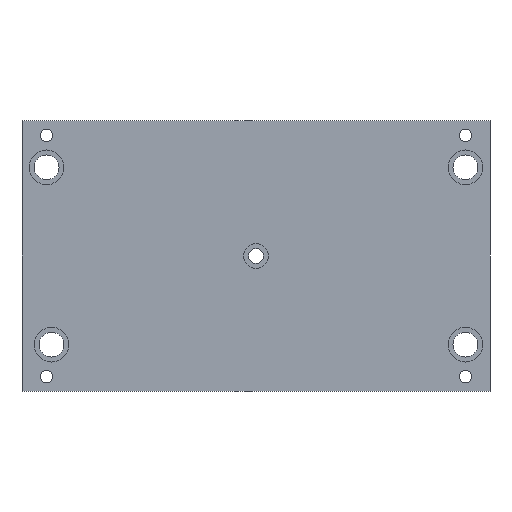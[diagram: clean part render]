
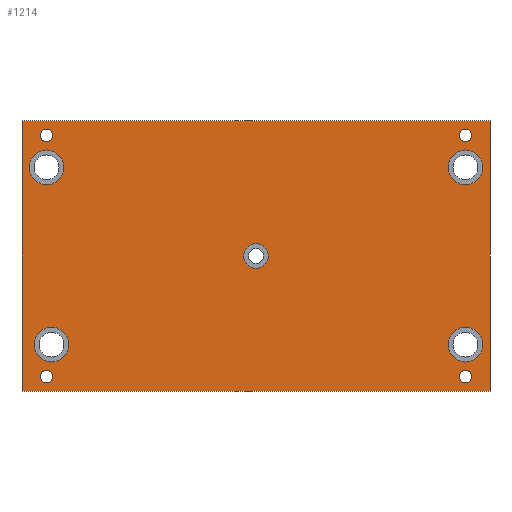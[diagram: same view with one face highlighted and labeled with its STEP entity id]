
A CAD part, front view. The second image highlights one B-rep face of the part: STEP entity #1214.
In plain terms, the highlighted planar face has unit normal (0, -1, 0).
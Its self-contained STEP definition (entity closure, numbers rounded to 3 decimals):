
#621=CARTESIAN_POINT('POINT43',(-120.587,0.,-57.15));
#622=VERTEX_POINT('VERTEX43',#621);
#630=CARTESIAN_POINT('POINT44',(-142.939,0.,-57.15));
#631=VERTEX_POINT('VERTEX44',#630);
#638=CARTESIAN_POINT('POS71',(-131.763,0.,-57.15));
#639=DIRECTION('DIR125',(0.,-1.,0.));
#640=DIRECTION('DIR126',(-1.,0.,0.));
#641=AXIS2_PLACEMENT_3D('AXIS55',#638,#639,#640);
#642=CIRCLE('ELLIPSE39',#641,11.176);
#643=EDGE_CURVE('EDGE55',#631,#622,#642,.T.);
#656=CARTESIAN_POINT('POS73',(-131.763,0.,-57.15));
#657=DIRECTION('DIR129',(0.,-1.,0.));
#658=DIRECTION('DIR130',(1.,0.,0.));
#659=AXIS2_PLACEMENT_3D('AXIS57',#656,#657,#658);
#660=CIRCLE('ELLIPSE40',#659,11.176);
#661=EDGE_CURVE('EDGE56',#622,#631,#660,.T.);
#671=CARTESIAN_POINT('POINT45',(-123.762,0.,57.15));
#672=VERTEX_POINT('VERTEX45',#671);
#680=CARTESIAN_POINT('POINT46',(-146.114,0.,57.15));
#681=VERTEX_POINT('VERTEX46',#680);
#688=CARTESIAN_POINT('POS77',(-134.938,0.,57.15));
#689=DIRECTION('DIR135',(0.,1.,0.));
#690=DIRECTION('DIR136',(1.,0.,0.));
#691=AXIS2_PLACEMENT_3D('AXIS59',#688,#689,#690);
#692=CIRCLE('ELLIPSE41',#691,11.176);
#693=EDGE_CURVE('EDGE59',#672,#681,#692,.T.);
#706=CARTESIAN_POINT('POS79',(-134.938,0.,57.15));
#707=DIRECTION('DIR139',(0.,1.,0.));
#708=DIRECTION('DIR140',(-1.,0.,0.));
#709=AXIS2_PLACEMENT_3D('AXIS61',#706,#707,#708);
#710=CIRCLE('ELLIPSE42',#709,11.176);
#711=EDGE_CURVE('EDGE60',#681,#672,#710,.T.);
#721=CARTESIAN_POINT('POINT47',(146.114,0.,57.15));
#722=VERTEX_POINT('VERTEX47',#721);
#730=CARTESIAN_POINT('POINT48',(123.762,0.,57.15));
#731=VERTEX_POINT('VERTEX48',#730);
#738=CARTESIAN_POINT('POS83',(134.938,0.,57.15));
#739=DIRECTION('DIR145',(0.,-1.,0.));
#740=DIRECTION('DIR146',(-1.,0.,0.));
#741=AXIS2_PLACEMENT_3D('AXIS63',#738,#739,#740);
#742=CIRCLE('ELLIPSE43',#741,11.176);
#743=EDGE_CURVE('EDGE63',#731,#722,#742,.T.);
#756=CARTESIAN_POINT('POS85',(134.938,0.,57.15));
#757=DIRECTION('DIR149',(0.,-1.,0.));
#758=DIRECTION('DIR150',(1.,0.,0.));
#759=AXIS2_PLACEMENT_3D('AXIS65',#756,#757,#758);
#760=CIRCLE('ELLIPSE44',#759,11.176);
#761=EDGE_CURVE('EDGE64',#722,#731,#760,.T.);
#771=CARTESIAN_POINT('POINT49',(8.001,0.,0.));
#772=VERTEX_POINT('VERTEX49',#771);
#780=CARTESIAN_POINT('POINT50',(-8.001,0.,0.));
#781=VERTEX_POINT('VERTEX50',#780);
#788=CARTESIAN_POINT('POS89',(0.,0.,0.));
#789=DIRECTION('DIR155',(0.,-1.,0.));
#790=DIRECTION('DIR156',(-1.,0.,0.));
#791=AXIS2_PLACEMENT_3D('AXIS67',#788,#789,#790);
#792=CIRCLE('ELLIPSE45',#791,8.001);
#793=EDGE_CURVE('EDGE67',#781,#772,#792,.T.);
#806=CARTESIAN_POINT('POS91',(0.,0.,0.));
#807=DIRECTION('DIR159',(0.,-1.,0.));
#808=DIRECTION('DIR160',(1.,0.,0.));
#809=AXIS2_PLACEMENT_3D('AXIS69',#806,#807,#808);
#810=CIRCLE('ELLIPSE46',#809,8.001);
#811=EDGE_CURVE('EDGE68',#772,#781,#810,.T.);
#821=CARTESIAN_POINT('POINT51',(130.969,0.,77.788));
#822=VERTEX_POINT('VERTEX51',#821);
#830=CARTESIAN_POINT('POINT52',(138.906,0.,77.788));
#831=VERTEX_POINT('VERTEX52',#830);
#838=CARTESIAN_POINT('POS95',(134.938,0.,77.788));
#839=DIRECTION('DIR165',(0.,-1.,0.));
#840=DIRECTION('DIR166',(1.,0.,0.));
#841=AXIS2_PLACEMENT_3D('AXIS71',#838,#839,#840);
#842=CIRCLE('ELLIPSE47',#841,3.969);
#843=EDGE_CURVE('EDGE71',#831,#822,#842,.T.);
#856=CARTESIAN_POINT('POS97',(134.938,0.,77.788));
#857=DIRECTION('DIR169',(0.,-1.,0.));
#858=DIRECTION('DIR170',(-1.,0.,0.));
#859=AXIS2_PLACEMENT_3D('AXIS73',#856,#857,#858);
#860=CIRCLE('ELLIPSE48',#859,3.969);
#861=EDGE_CURVE('EDGE72',#822,#831,#860,.T.);
#871=CARTESIAN_POINT('POINT53',(150.813,0.,-87.313));
#872=VERTEX_POINT('VERTEX53',#871);
#880=CARTESIAN_POINT('POINT54',(150.813,0.,87.313));
#881=VERTEX_POINT('VERTEX54',#880);
#888=CARTESIAN_POINT('POS101',(150.813,0.,87.313));
#889=DIRECTION('DIR175',(0.,0.,-1.));
#890=VECTOR('VEC27',#889,1.);
#891=LINE('STRAIGHT27',#888,#890);
#892=EDGE_CURVE('EDGE75',#881,#872,#891,.T.);
#902=CARTESIAN_POINT('POINT55',(-150.813,0.,-87.313));
#903=VERTEX_POINT('VERTEX55',#902);
#912=CARTESIAN_POINT('POS104',(150.813,0.,-87.313));
#913=DIRECTION('DIR179',(-1.,0.,0.));
#914=VECTOR('VEC29',#913,1.);
#915=LINE('STRAIGHT29',#912,#914);
#916=EDGE_CURVE('EDGE77',#872,#903,#915,.T.);
#926=CARTESIAN_POINT('POINT56',(-150.813,0.,87.313));
#927=VERTEX_POINT('VERTEX56',#926);
#936=CARTESIAN_POINT('POS107',(-150.813,0.,-87.313));
#937=DIRECTION('DIR183',(0.,0.,1.));
#938=VECTOR('VEC31',#937,1.);
#939=LINE('STRAIGHT31',#936,#938);
#940=EDGE_CURVE('EDGE79',#903,#927,#939,.T.);
#953=CARTESIAN_POINT('POS109',(-150.813,0.,87.313));
#954=DIRECTION('DIR186',(1.,0.,0.));
#955=VECTOR('VEC32',#954,1.);
#956=LINE('STRAIGHT32',#953,#955);
#957=EDGE_CURVE('EDGE80',#927,#881,#956,.T.);
#967=CARTESIAN_POINT('POINT57',(130.969,0.,-77.788));
#968=VERTEX_POINT('VERTEX57',#967);
#976=CARTESIAN_POINT('POINT58',(138.906,0.,-77.788));
#977=VERTEX_POINT('VERTEX58',#976);
#984=CARTESIAN_POINT('POS113',(134.938,0.,-77.788));
#985=DIRECTION('DIR191',(0.,-1.,0.));
#986=DIRECTION('DIR192',(1.,0.,0.));
#987=AXIS2_PLACEMENT_3D('AXIS79',#984,#985,#986);
#988=CIRCLE('ELLIPSE49',#987,3.969);
#989=EDGE_CURVE('EDGE83',#977,#968,#988,.T.);
#1002=CARTESIAN_POINT('POS115',(134.938,0.,-77.788));
#1003=DIRECTION('DIR195',(0.,-1.,0.));
#1004=DIRECTION('DIR196',(-1.,0.,0.));
#1005=AXIS2_PLACEMENT_3D('AXIS81',#1002,#1003,#1004);
#1006=CIRCLE('ELLIPSE50',#1005,3.969);
#1007=EDGE_CURVE('EDGE84',#968,#977,#1006,.T.);
#1017=CARTESIAN_POINT('POINT59',(-138.906,0.,77.788))
   ;
#1018=VERTEX_POINT('VERTEX59',#1017);
#1026=CARTESIAN_POINT('POINT60',(-130.969,0.,77.788))
   ;
#1027=VERTEX_POINT('VERTEX60',#1026);
#1034=CARTESIAN_POINT('POS119',(-134.938,0.,77.788));
#1035=DIRECTION('DIR201',(0.,-1.,0.));
#1036=DIRECTION('DIR202',(1.,0.,0.));
#1037=AXIS2_PLACEMENT_3D('AXIS83',#1034,#1035,#1036);
#1038=CIRCLE('ELLIPSE51',#1037,3.969);
#1039=EDGE_CURVE('EDGE87',#1027,#1018,#1038,.T.);
#1052=CARTESIAN_POINT('POS121',(-134.938,0.,77.788));
#1053=DIRECTION('DIR205',(0.,-1.,0.));
#1054=DIRECTION('DIR206',(-1.,0.,0.));
#1055=AXIS2_PLACEMENT_3D('AXIS85',#1052,#1053,#1054);
#1056=CIRCLE('ELLIPSE52',#1055,3.969);
#1057=EDGE_CURVE('EDGE88',#1018,#1027,#1056,.T.);
#1067=CARTESIAN_POINT('POINT61',(-138.906,0.,-77.788)
   );
#1068=VERTEX_POINT('VERTEX61',#1067);
#1076=CARTESIAN_POINT('POINT62',(-130.969,0.,-77.788)
   );
#1077=VERTEX_POINT('VERTEX62',#1076);
#1084=CARTESIAN_POINT('POS125',(-134.938,0.,-77.788));
#1085=DIRECTION('DIR211',(0.,-1.,0.));
#1086=DIRECTION('DIR212',(1.,0.,0.));
#1087=AXIS2_PLACEMENT_3D('AXIS87',#1084,#1085,#1086);
#1088=CIRCLE('ELLIPSE53',#1087,3.969);
#1089=EDGE_CURVE('EDGE91',#1077,#1068,#1088,.T.);
#1102=CARTESIAN_POINT('POS127',(-134.938,0.,-77.788));
#1103=DIRECTION('DIR215',(0.,-1.,0.));
#1104=DIRECTION('DIR216',(-1.,0.,0.));
#1105=AXIS2_PLACEMENT_3D('AXIS89',#1102,#1103,#1104);
#1106=CIRCLE('ELLIPSE54',#1105,3.969);
#1107=EDGE_CURVE('EDGE92',#1068,#1077,#1106,.T.);
#1117=CARTESIAN_POINT('POINT63',(146.114,0.,-57.15));
#1118=VERTEX_POINT('VERTEX63',#1117);
#1126=CARTESIAN_POINT('POINT64',(123.762,0.,-57.15));
#1127=VERTEX_POINT('VERTEX64',#1126);
#1134=CARTESIAN_POINT('POS131',(134.938,0.,-57.15));
#1135=DIRECTION('DIR221',(0.,-1.,0.));
#1136=DIRECTION('DIR222',(-1.,0.,0.));
#1137=AXIS2_PLACEMENT_3D('AXIS91',#1134,#1135,#1136);
#1138=CIRCLE('ELLIPSE55',#1137,11.176);
#1139=EDGE_CURVE('EDGE95',#1127,#1118,#1138,.T.);
#1152=CARTESIAN_POINT('POS133',(134.938,0.,-57.15));
#1153=DIRECTION('DIR225',(0.,-1.,0.));
#1154=DIRECTION('DIR226',(1.,0.,0.));
#1155=AXIS2_PLACEMENT_3D('AXIS93',#1152,#1153,#1154);
#1156=CIRCLE('ELLIPSE56',#1155,11.176);
#1157=EDGE_CURVE('EDGE96',#1118,#1127,#1156,.T.);
#1167=ORIENTED_EDGE('COEDGE171',*,*,#1157,.F.);
#1168=ORIENTED_EDGE('COEDGE172',*,*,#1139,.F.);
#1169=EDGE_LOOP('NONE',(#1167,#1168));
#1170=FACE_BOUND('LOOP1',#1169,.T.);
#1171=ORIENTED_EDGE('COEDGE173',*,*,#1107,.F.);
#1172=ORIENTED_EDGE('COEDGE174',*,*,#1089,.F.);
#1173=EDGE_LOOP('NONE',(#1171,#1172));
#1174=FACE_BOUND('LOOP1',#1173,.T.);
#1175=ORIENTED_EDGE('COEDGE175',*,*,#1057,.F.);
#1176=ORIENTED_EDGE('COEDGE176',*,*,#1039,.F.);
#1177=EDGE_LOOP('NONE',(#1175,#1176));
#1178=FACE_BOUND('LOOP1',#1177,.T.);
#1179=ORIENTED_EDGE('COEDGE177',*,*,#1007,.F.);
#1180=ORIENTED_EDGE('COEDGE178',*,*,#989,.F.);
#1181=EDGE_LOOP('NONE',(#1179,#1180));
#1182=FACE_BOUND('LOOP1',#1181,.T.);
#1183=ORIENTED_EDGE('COEDGE179',*,*,#957,.F.);
#1184=ORIENTED_EDGE('COEDGE180',*,*,#940,.F.);
#1185=ORIENTED_EDGE('COEDGE181',*,*,#916,.F.);
#1186=ORIENTED_EDGE('COEDGE182',*,*,#892,.F.);
#1187=EDGE_LOOP('NONE',(#1183,#1184,#1185,#1186));
#1188=FACE_BOUND('LOOP1',#1187,.T.);
#1189=ORIENTED_EDGE('COEDGE183',*,*,#861,.F.);
#1190=ORIENTED_EDGE('COEDGE184',*,*,#843,.F.);
#1191=EDGE_LOOP('NONE',(#1189,#1190));
#1192=FACE_BOUND('LOOP1',#1191,.T.);
#1193=ORIENTED_EDGE('COEDGE185',*,*,#811,.F.);
#1194=ORIENTED_EDGE('COEDGE186',*,*,#793,.F.);
#1195=EDGE_LOOP('NONE',(#1193,#1194));
#1196=FACE_BOUND('LOOP1',#1195,.T.);
#1197=ORIENTED_EDGE('COEDGE187',*,*,#761,.F.);
#1198=ORIENTED_EDGE('COEDGE188',*,*,#743,.F.);
#1199=EDGE_LOOP('NONE',(#1197,#1198));
#1200=FACE_BOUND('LOOP1',#1199,.T.);
#1201=ORIENTED_EDGE('COEDGE189',*,*,#711,.T.);
#1202=ORIENTED_EDGE('COEDGE190',*,*,#693,.T.);
#1203=EDGE_LOOP('NONE',(#1201,#1202));
#1204=FACE_BOUND('LOOP1',#1203,.T.);
#1205=ORIENTED_EDGE('COEDGE191',*,*,#661,.F.);
#1206=ORIENTED_EDGE('COEDGE192',*,*,#643,.F.);
#1207=EDGE_LOOP('NONE',(#1205,#1206));
#1208=FACE_BOUND('LOOP1',#1207,.T.);
#1209=CARTESIAN_POINT('POS135',(0.,0.,0.));
#1210=DIRECTION('DIR229',(0.,1.,0.));
#1211=DIRECTION('DIR230',(1.,0.,0.));
#1212=AXIS2_PLACEMENT_3D('AXIS95',#1209,#1210,#1211);
#1213=PLANE('PLANE11',#1212);
#1214=ADVANCED_FACE('FACE39',(#1170,#1174,#1178,#1182,#1188,#1192,#1196,
   #1200,#1204,#1208),#1213,.F.);
